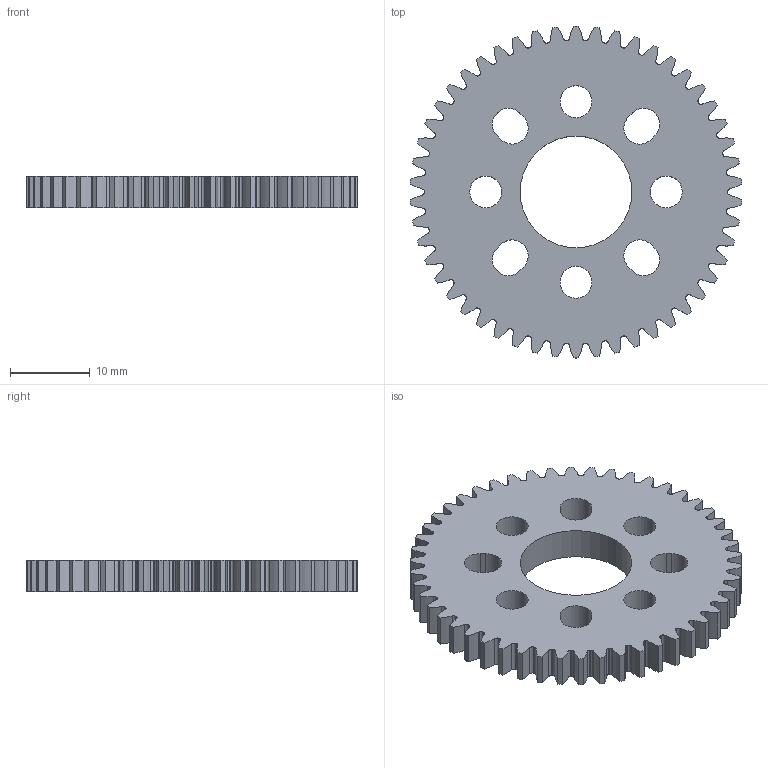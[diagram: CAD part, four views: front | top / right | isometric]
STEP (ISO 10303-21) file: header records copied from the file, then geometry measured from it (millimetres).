
FILE_DESCRIPTION (( 'STEP AP203' ), '1' );
FILE_NAME ('2312-0014-0050.STEP', '2019-08-22T15:47:25', ( '' ), ( '' ), 'SwSTEP 2.0', 'SolidWorks 2016', '' );
FILE_SCHEMA (( 'CONFIG_CONTROL_DESIGN' ));
Length unit declared in the file: millimetre
Products named in the file (1): 2312-0014-0050
Bounding box: 41.55 x 41.6 x 4 mm (x, y, z)
Volume: 3939.6 mm3; surface area: 3550.6 mm2
Topology: 1 solids, 1 shells, 433 faces, 1293 edges, 862 vertices
Faces by surface type: bspline 200, cylinder 123, plane 110
Entity records: 21006 total; most frequent: CARTESIAN_POINT 10389, ORIENTED_EDGE 2586, DIRECTION 1607, EDGE_CURVE 1293, VERTEX_POINT 862, LINE 647, VECTOR 647, AXIS2_PLACEMENT_3D 480
